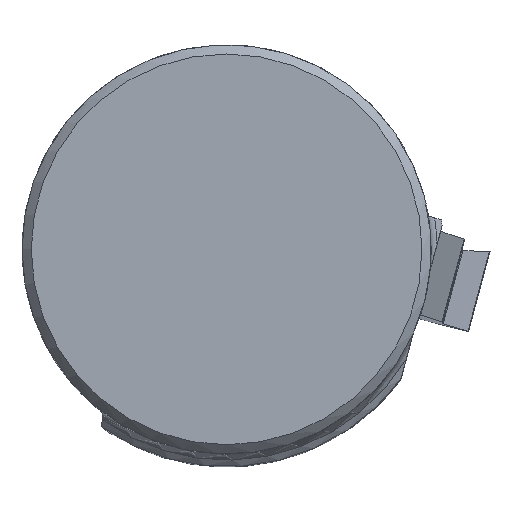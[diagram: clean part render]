
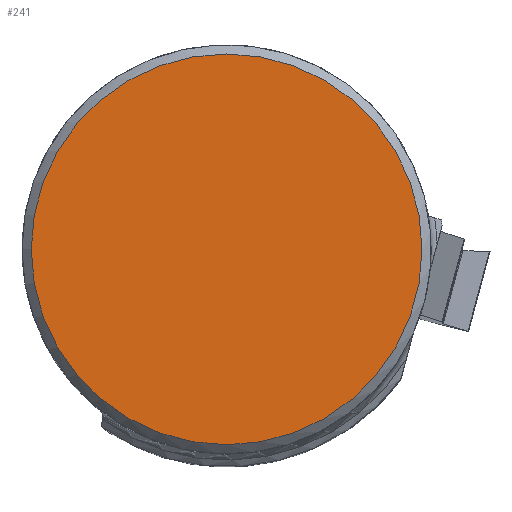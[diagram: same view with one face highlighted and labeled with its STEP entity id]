
A CAD part, top view. The second image highlights one B-rep face of the part: STEP entity #241.
In plain terms, the highlighted planar face has unit normal (0, 0, 1).
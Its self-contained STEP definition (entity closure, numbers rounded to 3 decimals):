
#178=CIRCLE('',#1638,9.549);
#241=ADVANCED_FACE('',(#349),#284,.F.);
#284=PLANE('',#1640);
#349=FACE_OUTER_BOUND('',#429,.T.);
#429=EDGE_LOOP('',(#1042));
#1042=ORIENTED_EDGE('',*,*,#1413,.F.);
#1222=VERTEX_POINT('',#2733);
#1413=EDGE_CURVE('',#1222,#1222,#178,.T.);
#1638=AXIS2_PLACEMENT_3D('',#2732,#2020,#2021);
#1640=AXIS2_PLACEMENT_3D('',#2735,#2024,#2025);
#2020=DIRECTION('',(0.,0.,-1.));
#2021=DIRECTION('',(-1.,0.,0.));
#2024=DIRECTION('',(0.,0.,-1.));
#2025=DIRECTION('',(1.,0.,0.));
#2732=CARTESIAN_POINT('',(0.,0.,0.));
#2733=CARTESIAN_POINT('',(-9.549,0.,0.));
#2735=CARTESIAN_POINT('',(9.549,0.,0.));
